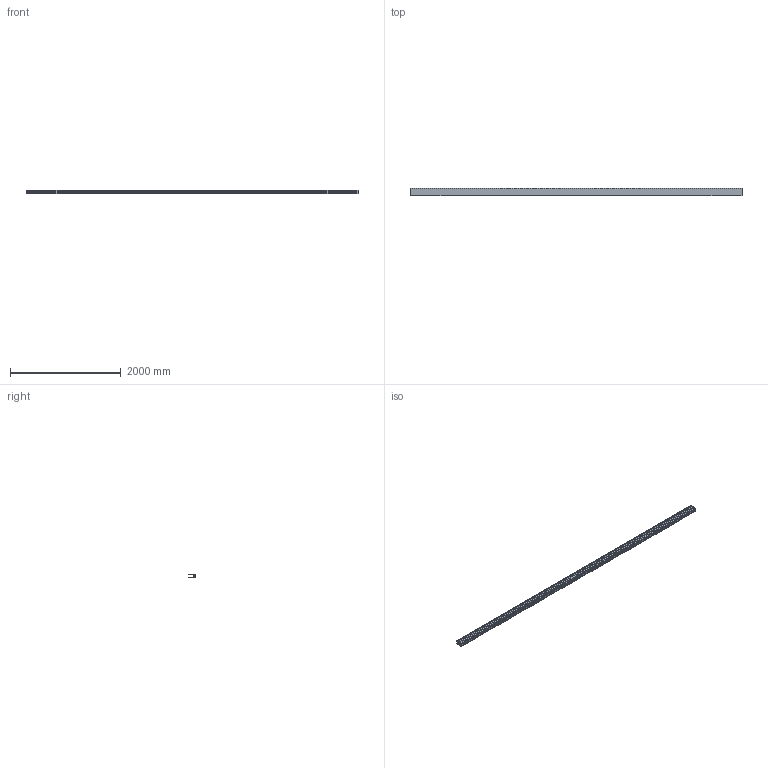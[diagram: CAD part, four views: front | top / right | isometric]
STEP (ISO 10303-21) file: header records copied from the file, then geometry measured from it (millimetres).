
FILE_DESCRIPTION (( 'STEP AP214' ), '1' );
FILE_NAME ('AL_0004-PRO-6000-S-E.STEP', '2023-10-25T07:17:18', ( '' ), ( '' ), 'SwSTEP 2.0', 'SolidWorks 2019', '' );
FILE_SCHEMA (( 'AUTOMOTIVE_DESIGN' ));
Length unit declared in the file: millimetre
Products named in the file (1): AL_0004-PRO-6000-S-E
Bounding box: 6000 x 130 x 60 mm (x, y, z)
Volume: 13618598 mm3; surface area: 7025722.3 mm2
Topology: 1 solids, 1 shells, 882 faces, 2820 edges, 1880 vertices
Faces by surface type: cylinder 665, plane 217
Entity records: 37692 total; most frequent: CARTESIAN_POINT 14043, ORIENTED_EDGE 5640, DIRECTION 4176, EDGE_CURVE 2820, VERTEX_POINT 1880, AXIS2_PLACEMENT_3D 1493, LINE 1190, VECTOR 1190
